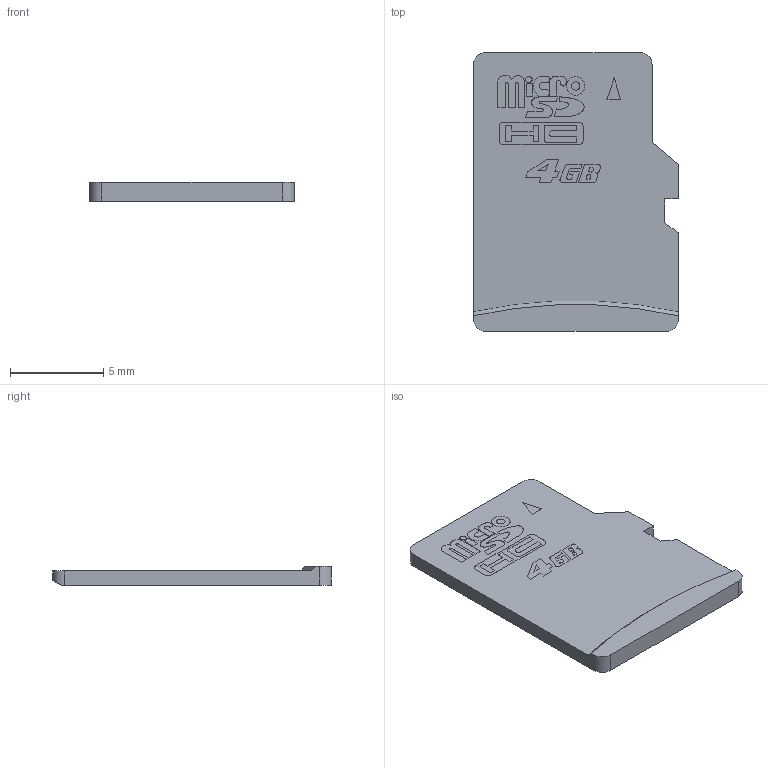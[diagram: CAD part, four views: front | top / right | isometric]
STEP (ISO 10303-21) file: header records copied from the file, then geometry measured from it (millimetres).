
FILE_DESCRIPTION((''),'2;1');
FILE_NAME('MICRO SD CARD.stp','2013-01-24T15:50:23',('jguzman'),(''),'Autodesk Inventor 2013','Autodesk Inventor 2013','');
FILE_SCHEMA(('AUTOMOTIVE_DESIGN { 1 0 10303 214 1 1 1 1 }'));
Length unit declared in the file: inch
Products named in the file (1): MICRO SD CARD
Bounding box: 10.99 x 14.99 x 1.03 mm (x, y, z)
Volume: 123.7 mm3; surface area: 354.1 mm2
Topology: 1 solids, 1 shells, 224 faces, 585 edges, 390 vertices
Faces by surface type: plane 172, cylinder 47, bspline 4, cone 1
Full cylindrical faces by diameter (mm): 0.346 x1, 0.446 x1, 0.988 x1
Entity records: 7113 total; most frequent: CARTESIAN_POINT 1325, ORIENTED_EDGE 1164, DIRECTION 1111, EDGE_CURVE 582, VECTOR 475, LINE 475, VERTEX_POINT 390, AXIS2_PLACEMENT_3D 318
